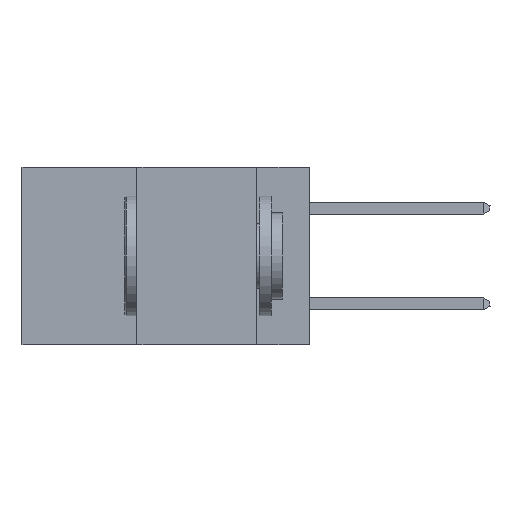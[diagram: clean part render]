
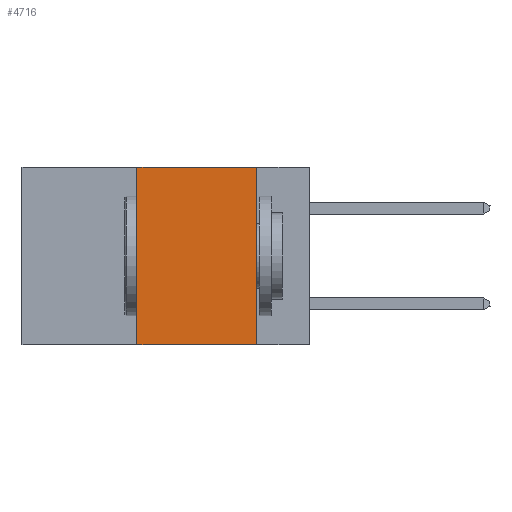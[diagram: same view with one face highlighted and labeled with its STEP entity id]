
A CAD part, left-side view. The second image highlights one B-rep face of the part: STEP entity #4716.
In plain terms, the highlighted planar face has unit normal (-1, 0, 0).
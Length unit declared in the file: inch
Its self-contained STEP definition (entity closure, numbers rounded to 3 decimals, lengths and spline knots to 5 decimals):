
#888 = EDGE_CURVE ( 'NONE', #1368, #9552, #6935, .T. ) ;
#1148 = EDGE_LOOP ( 'NONE', ( #1348, #1629, #2397, #9291 ) ) ;
#1162 = FACE_OUTER_BOUND ( 'NONE', #1148, .T. ) ;
#1164 = CARTESIAN_POINT ( 'NONE',  ( 0., 0.11, 0. ) ) ;
#1348 = ORIENTED_EDGE ( 'NONE', *, *, #1758, .F. ) ;
#1368 = VERTEX_POINT ( 'NONE', #3253 ) ;
#1410 = CARTESIAN_POINT ( 'NONE',  ( 0., 0.6, 0. ) ) ;
#1436 = DIRECTION ( 'NONE',  ( 0., -1., 0. ) ) ;
#1629 = ORIENTED_EDGE ( 'NONE', *, *, #888, .F. ) ;
#1758 = EDGE_CURVE ( 'NONE', #9552, #7381, #8628, .T. ) ;
#2397 = ORIENTED_EDGE ( 'NONE', *, *, #9929, .F. ) ;
#2495 = DIRECTION ( 'NONE',  ( 0., 0., 1. ) ) ;
#2986 = CARTESIAN_POINT ( 'NONE',  ( 0., 0.11, 0. ) ) ;
#3253 = CARTESIAN_POINT ( 'NONE',  ( 0., 0.36, 0. ) ) ;
#3633 = EDGE_CURVE ( 'NONE', #3671, #7381, #9630, .T. ) ;
#3671 = VERTEX_POINT ( 'NONE', #5662 ) ;
#4716 = ADVANCED_FACE ( 'NONE', ( #1162 ), #9624, .F. ) ;
#5127 = LINE ( 'NONE', #9662, #9131 ) ;
#5214 = CARTESIAN_POINT ( 'NONE',  ( 0., 0.11, -0.37 ) ) ;
#5662 = CARTESIAN_POINT ( 'NONE',  ( 0., 0.36, -0.37 ) ) ;
#6532 = VECTOR ( 'NONE', #8222, 39.37008 ) ;
#6753 = DIRECTION ( 'NONE',  ( 0., -1., 0. ) ) ;
#6935 = LINE ( 'NONE', #1410, #7182 ) ;
#7182 = VECTOR ( 'NONE', #1436, 39.37008 ) ;
#7381 = VERTEX_POINT ( 'NONE', #5214 ) ;
#7439 = CARTESIAN_POINT ( 'NONE',  ( 0., 0.6, -0.37 ) ) ;
#8222 = DIRECTION ( 'NONE',  ( 0., 0., -1. ) ) ;
#8477 = CARTESIAN_POINT ( 'NONE',  ( 0., 0.6, 0. ) ) ;
#8628 = LINE ( 'NONE', #2986, #6532 ) ;
#8816 = AXIS2_PLACEMENT_3D ( 'NONE', #8477, #9721, #9728 ) ;
#9131 = VECTOR ( 'NONE', #2495, 39.37008 ) ;
#9175 = VECTOR ( 'NONE', #6753, 39.37008 ) ;
#9291 = ORIENTED_EDGE ( 'NONE', *, *, #3633, .T. ) ;
#9552 = VERTEX_POINT ( 'NONE', #1164 ) ;
#9624 = PLANE ( 'NONE',  #8816 ) ;
#9630 = LINE ( 'NONE', #7439, #9175 ) ;
#9662 = CARTESIAN_POINT ( 'NONE',  ( 0., 0.36, 0. ) ) ;
#9721 = DIRECTION ( 'NONE',  ( 1., 0., 0. ) ) ;
#9728 = DIRECTION ( 'NONE',  ( 0., 0., -1. ) ) ;
#9929 = EDGE_CURVE ( 'NONE', #3671, #1368, #5127, .T. ) ;
